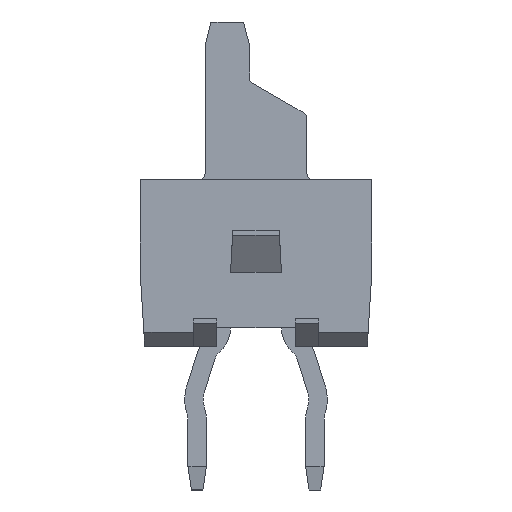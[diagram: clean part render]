
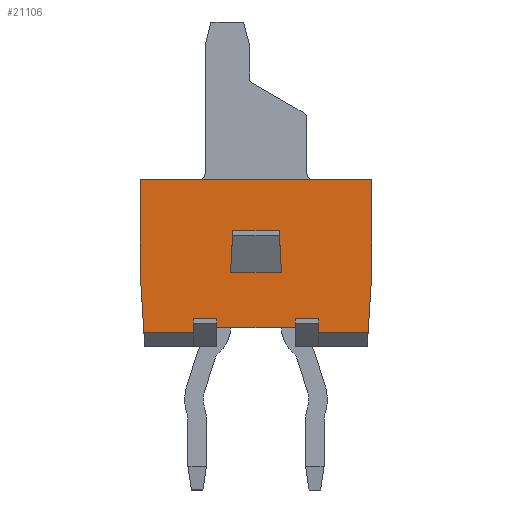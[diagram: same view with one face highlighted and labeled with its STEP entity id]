
A CAD part, front view. The second image highlights one B-rep face of the part: STEP entity #21106.
In plain terms, the highlighted face is planar.
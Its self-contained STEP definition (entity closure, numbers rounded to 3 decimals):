
#1772=ORIENTED_EDGE('',*,*,#5643,.T.);
#1773=ORIENTED_EDGE('',*,*,#5637,.T.);
#1774=ORIENTED_EDGE('',*,*,#5559,.F.);
#1775=ORIENTED_EDGE('',*,*,#5766,.T.);
#1776=ORIENTED_EDGE('',*,*,#5555,.F.);
#1777=ORIENTED_EDGE('',*,*,#5624,.F.);
#1778=ORIENTED_EDGE('',*,*,#5626,.T.);
#1779=ORIENTED_EDGE('',*,*,#5788,.T.);
#1780=ORIENTED_EDGE('',*,*,#5616,.F.);
#1781=ORIENTED_EDGE('',*,*,#5820,.F.);
#1782=ORIENTED_EDGE('',*,*,#5823,.F.);
#1783=ORIENTED_EDGE('',*,*,#5804,.T.);
#1784=ORIENTED_EDGE('',*,*,#5791,.T.);
#1785=ORIENTED_EDGE('',*,*,#5803,.T.);
#1786=ORIENTED_EDGE('',*,*,#5661,.T.);
#1787=ORIENTED_EDGE('',*,*,#5663,.T.);
#1788=ORIENTED_EDGE('',*,*,#5660,.F.);
#1789=ORIENTED_EDGE('',*,*,#5609,.F.);
#5555=EDGE_CURVE('',#7684,#7685,#9077,.T.);
#5559=EDGE_CURVE('',#7687,#7688,#9081,.T.);
#5609=EDGE_CURVE('',#7701,#7702,#9131,.T.);
#5616=EDGE_CURVE('',#7707,#7708,#9138,.T.);
#5624=EDGE_CURVE('',#7711,#7684,#9146,.T.);
#5626=EDGE_CURVE('',#7711,#7712,#9148,.T.);
#5637=EDGE_CURVE('',#7719,#7688,#9159,.T.);
#5643=EDGE_CURVE('',#7722,#7719,#9165,.T.);
#5660=EDGE_CURVE('',#7702,#7731,#9182,.T.);
#5661=EDGE_CURVE('',#7701,#7732,#9183,.T.);
#5663=EDGE_CURVE('',#7732,#7731,#9185,.T.);
#5766=EDGE_CURVE('',#7687,#7685,#9288,.T.);
#5788=EDGE_CURVE('',#7712,#7708,#9310,.T.);
#5791=EDGE_CURVE('',#7816,#7815,#9313,.T.);
#5803=EDGE_CURVE('',#7815,#7722,#9323,.T.);
#5804=EDGE_CURVE('',#7820,#7816,#9324,.T.);
#5820=EDGE_CURVE('',#7832,#7707,#9334,.T.);
#5823=EDGE_CURVE('',#7820,#7832,#9337,.T.);
#7684=VERTEX_POINT('',#28588);
#7685=VERTEX_POINT('',#28590);
#7687=VERTEX_POINT('',#28596);
#7688=VERTEX_POINT('',#28598);
#7701=VERTEX_POINT('',#28681);
#7702=VERTEX_POINT('',#28683);
#7707=VERTEX_POINT('',#28695);
#7708=VERTEX_POINT('',#28697);
#7711=VERTEX_POINT('',#28710);
#7712=VERTEX_POINT('',#28714);
#7719=VERTEX_POINT('',#28738);
#7722=VERTEX_POINT('',#28750);
#7731=VERTEX_POINT('',#28782);
#7732=VERTEX_POINT('',#28786);
#7815=VERTEX_POINT('',#29006);
#7816=VERTEX_POINT('',#29008);
#7820=VERTEX_POINT('',#29035);
#7832=VERTEX_POINT('',#29068);
#9077=LINE('',#28589,#10733);
#9081=LINE('',#28597,#10737);
#9131=LINE('',#28682,#10787);
#9138=LINE('',#28696,#10794);
#9146=LINE('',#28711,#10802);
#9148=LINE('',#28715,#10804);
#9159=LINE('',#28737,#10815);
#9165=LINE('',#28749,#10821);
#9182=LINE('',#28783,#10838);
#9183=LINE('',#28785,#10839);
#9185=LINE('',#28789,#10841);
#9288=LINE('',#28978,#10944);
#9310=LINE('',#29001,#10966);
#9313=LINE('',#29007,#10969);
#9323=LINE('',#29030,#10979);
#9324=LINE('',#29034,#10980);
#9334=LINE('',#29067,#10990);
#9337=LINE('',#29073,#10993);
#10733=VECTOR('',#23947,1000.);
#10737=VECTOR('',#23953,1000.);
#10787=VECTOR('',#24045,1000.);
#10794=VECTOR('',#24054,1000.);
#10802=VECTOR('',#24068,1000.);
#10804=VECTOR('',#24072,1000.);
#10815=VECTOR('',#24093,1000.);
#10821=VECTOR('',#24105,1000.);
#10838=VECTOR('',#24136,1000.);
#10839=VECTOR('',#24139,1000.);
#10841=VECTOR('',#24143,1000.);
#10944=VECTOR('',#24254,1000.);
#10966=VECTOR('',#24278,1000.);
#10969=VECTOR('',#24285,1000.);
#10979=VECTOR('',#24313,1000.);
#10980=VECTOR('',#24320,1000.);
#10990=VECTOR('',#24352,1000.);
#10993=VECTOR('',#24357,1000.);
#12326=EDGE_LOOP('',(#1772,#1773,#1774,#1775,#1776,#1777,#1778,#1779,#1780,
#1781,#1782,#1783,#1784,#1785));
#12327=EDGE_LOOP('',(#1786,#1787,#1788,#1789));
#13296=FACE_BOUND('',#12326,.T.);
#13297=FACE_BOUND('',#12327,.T.);
#14189=PLANE('',#22127);
#21106=ADVANCED_FACE('',(#13296,#13297),#14189,.F.);
#22127=AXIS2_PLACEMENT_3D('',#29072,#24355,#24356);
#23947=DIRECTION('',(0.,0.,-1.));
#23953=DIRECTION('',(0.,0.,1.));
#24045=DIRECTION('',(0.,1.,0.));
#24054=DIRECTION('',(0.,0.062,-0.998));
#24068=DIRECTION('',(0.,1.,0.));
#24072=DIRECTION('',(0.,0.,-1.));
#24093=DIRECTION('',(0.,-1.,0.));
#24105=DIRECTION('',(0.,0.,1.));
#24136=DIRECTION('',(0.,0.055,-0.998));
#24139=DIRECTION('',(0.,-0.055,-0.998));
#24143=DIRECTION('',(0.,1.,0.));
#24254=DIRECTION('',(0.,-1.,0.));
#24278=DIRECTION('',(0.,-1.,0.));
#24285=DIRECTION('',(0.,-0.062,-0.998));
#24313=DIRECTION('',(0.,-1.,0.));
#24320=DIRECTION('',(0.,0.,-1.));
#24352=DIRECTION('',(0.,0.,-1.));
#24355=DIRECTION('',(1.,0.,0.));
#24356=DIRECTION('',(0.,0.,-1.));
#24357=DIRECTION('',(0.,-1.,0.));
#28588=CARTESIAN_POINT('',(-12.445,-0.85,0.6));
#28589=CARTESIAN_POINT('',(-12.445,-0.85,0.6));
#28590=CARTESIAN_POINT('',(-12.445,-0.85,0.4));
#28596=CARTESIAN_POINT('',(-12.445,0.85,0.4));
#28597=CARTESIAN_POINT('',(-12.445,0.85,0.3));
#28598=CARTESIAN_POINT('',(-12.445,0.85,0.6));
#28681=CARTESIAN_POINT('',(-12.445,-0.5,2.5));
#28682=CARTESIAN_POINT('',(-12.445,-0.55,2.5));
#28683=CARTESIAN_POINT('',(-12.445,0.5,2.5));
#28695=CARTESIAN_POINT('',(-12.445,-2.5,1.6));
#28696=CARTESIAN_POINT('',(-12.445,-2.605,3.281));
#28697=CARTESIAN_POINT('',(-12.445,-2.419,0.3));
#28710=CARTESIAN_POINT('',(-12.445,-1.35,0.6));
#28711=CARTESIAN_POINT('',(-12.445,-1.35,0.6));
#28714=CARTESIAN_POINT('',(-12.445,-1.35,0.3));
#28715=CARTESIAN_POINT('',(-12.445,-1.35,0.6));
#28737=CARTESIAN_POINT('',(-12.445,1.35,0.6));
#28738=CARTESIAN_POINT('',(-12.445,1.35,0.6));
#28749=CARTESIAN_POINT('',(-12.445,1.35,0.3));
#28750=CARTESIAN_POINT('',(-12.445,1.35,0.3));
#28782=CARTESIAN_POINT('',(-12.445,0.55,1.6));
#28783=CARTESIAN_POINT('',(-12.445,0.5,2.5));
#28785=CARTESIAN_POINT('',(-12.445,-0.5,2.5));
#28786=CARTESIAN_POINT('',(-12.445,-0.55,1.6));
#28789=CARTESIAN_POINT('',(-12.445,-0.55,1.6));
#28978=CARTESIAN_POINT('',(-12.445,2.5,0.4));
#29001=CARTESIAN_POINT('',(-12.445,2.5,0.3));
#29006=CARTESIAN_POINT('',(-12.445,2.419,0.3));
#29007=CARTESIAN_POINT('',(-12.445,2.625,3.592));
#29008=CARTESIAN_POINT('',(-12.445,2.5,1.6));
#29030=CARTESIAN_POINT('',(-12.445,2.5,0.3));
#29034=CARTESIAN_POINT('',(-12.445,2.5,3.6));
#29035=CARTESIAN_POINT('',(-12.445,2.5,3.6));
#29067=CARTESIAN_POINT('',(-12.445,-2.5,3.6));
#29068=CARTESIAN_POINT('',(-12.445,-2.5,3.6));
#29072=CARTESIAN_POINT('',(-12.445,2.5,3.6));
#29073=CARTESIAN_POINT('',(-12.445,2.5,3.6));
